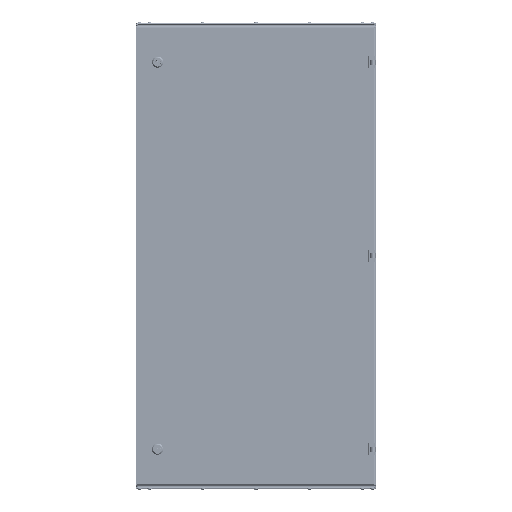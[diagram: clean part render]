
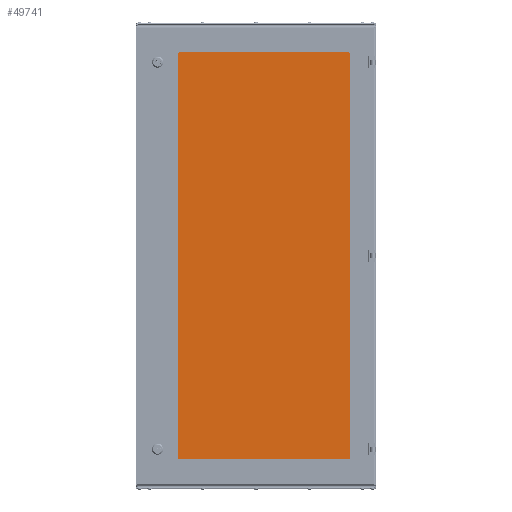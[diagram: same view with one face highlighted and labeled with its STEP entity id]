
A CAD part, top view. The second image highlights one B-rep face of the part: STEP entity #49741.
In plain terms, the highlighted planar face has unit normal (0, 0, 1).
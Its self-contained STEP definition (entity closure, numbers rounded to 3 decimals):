
#812 = EDGE_CURVE ( 'NONE', #6455, #5421, #36776, .T. ) ;
#2318 = CARTESIAN_POINT ( 'NONE',  ( -227.75, -510.5, 4. ) ) ;
#5421 = VERTEX_POINT ( 'NONE', #51567 ) ;
#6455 = VERTEX_POINT ( 'NONE', #25895 ) ;
#6517 = DIRECTION ( 'NONE',  ( 0., -1., 0. ) ) ;
#7968 = AXIS2_PLACEMENT_3D ( 'NONE', #48858, #91256, #41637 ) ;
#8810 = VERTEX_POINT ( 'NONE', #30149 ) ;
#13814 = DIRECTION ( 'NONE',  ( -1., 0., 0. ) ) ;
#15622 = ORIENTED_EDGE ( 'NONE', *, *, #84057, .T. ) ;
#16120 = DIRECTION ( 'NONE',  ( 0., 0., 1. ) ) ;
#18728 = CIRCLE ( 'NONE', #7968, 10. ) ;
#19310 = DIRECTION ( 'NONE',  ( 0., 0., 1. ) ) ;
#21413 = CARTESIAN_POINT ( 'NONE',  ( 227.75, -520.5, 4. ) ) ;
#23285 = ORIENTED_EDGE ( 'NONE', *, *, #46925, .T. ) ;
#24708 = CIRCLE ( 'NONE', #66178, 10. ) ;
#25337 = EDGE_LOOP ( 'NONE', ( #50753, #46455, #94172, #38551, #26670, #23285, #15622, #81483 ) ) ;
#25895 = CARTESIAN_POINT ( 'NONE',  ( 227.75, -510.5, 4. ) ) ;
#26670 = ORIENTED_EDGE ( 'NONE', *, *, #86477, .T. ) ;
#27451 = DIRECTION ( 'NONE',  ( 0., 0., 1. ) ) ;
#29074 = CARTESIAN_POINT ( 'NONE',  ( -227.75, 520.5, 4. ) ) ;
#30149 = CARTESIAN_POINT ( 'NONE',  ( 217.75, 520.5, 4. ) ) ;
#30480 = VERTEX_POINT ( 'NONE', #54985 ) ;
#35564 = CIRCLE ( 'NONE', #72441, 10. ) ;
#35887 = CARTESIAN_POINT ( 'NONE',  ( 0., 0., 4. ) ) ;
#36143 = EDGE_CURVE ( 'NONE', #62562, #53868, #82097, .T. ) ;
#36776 = LINE ( 'NONE', #21413, #71803 ) ;
#36777 = DIRECTION ( 'NONE',  ( -1., 0., 0. ) ) ;
#37772 = DIRECTION ( 'NONE',  ( 0., 0., -1. ) ) ;
#38551 = ORIENTED_EDGE ( 'NONE', *, *, #83896, .T. ) ;
#41385 = AXIS2_PLACEMENT_3D ( 'NONE', #35887, #37772, #13814 ) ;
#41637 = DIRECTION ( 'NONE',  ( -1., 0., 0. ) ) ;
#43105 = PLANE ( 'NONE',  #41385 ) ;
#43809 = CARTESIAN_POINT ( 'NONE',  ( -227.75, -520.5, 4. ) ) ;
#44185 = VECTOR ( 'NONE', #81401, 1000. ) ;
#46455 = ORIENTED_EDGE ( 'NONE', *, *, #92338, .T. ) ;
#46925 = EDGE_CURVE ( 'NONE', #87694, #30480, #24708, .T. ) ;
#48858 = CARTESIAN_POINT ( 'NONE',  ( 217.75, 510.5, 4. ) ) ;
#49741 = ADVANCED_FACE ( 'NONE', ( #56613 ), #43105, .F. ) ;
#49775 = VECTOR ( 'NONE', #36777, 1000. ) ;
#50753 = ORIENTED_EDGE ( 'NONE', *, *, #77389, .T. ) ;
#51567 = CARTESIAN_POINT ( 'NONE',  ( 227.75, 510.5, 4. ) ) ;
#53868 = VERTEX_POINT ( 'NONE', #88001 ) ;
#54445 = CARTESIAN_POINT ( 'NONE',  ( 217.75, -510.5, 4. ) ) ;
#54985 = CARTESIAN_POINT ( 'NONE',  ( -227.75, 510.5, 4. ) ) ;
#55944 = AXIS2_PLACEMENT_3D ( 'NONE', #78032, #27451, #86679 ) ;
#56613 = FACE_OUTER_BOUND ( 'NONE', #25337, .T. ) ;
#60162 = LINE ( 'NONE', #43809, #44185 ) ;
#61786 = DIRECTION ( 'NONE',  ( -1., 0., 0. ) ) ;
#62562 = VERTEX_POINT ( 'NONE', #2318 ) ;
#66178 = AXIS2_PLACEMENT_3D ( 'NONE', #74308, #16120, #61786 ) ;
#71803 = VECTOR ( 'NONE', #80604, 1000. ) ;
#72441 = AXIS2_PLACEMENT_3D ( 'NONE', #54445, #19310, #83832 ) ;
#72455 = VECTOR ( 'NONE', #6517, 1000. ) ;
#72523 = CARTESIAN_POINT ( 'NONE',  ( -217.75, 520.5, 4. ) ) ;
#74308 = CARTESIAN_POINT ( 'NONE',  ( -217.75, 510.5, 4. ) ) ;
#75987 = CARTESIAN_POINT ( 'NONE',  ( 217.75, -520.5, 4. ) ) ;
#77389 = EDGE_CURVE ( 'NONE', #53868, #87596, #60162, .T. ) ;
#78032 = CARTESIAN_POINT ( 'NONE',  ( -217.75, -510.5, 4. ) ) ;
#80124 = LINE ( 'NONE', #29074, #49775 ) ;
#80604 = DIRECTION ( 'NONE',  ( 0., 1., 0. ) ) ;
#81401 = DIRECTION ( 'NONE',  ( 1., 0., 0. ) ) ;
#81483 = ORIENTED_EDGE ( 'NONE', *, *, #36143, .T. ) ;
#82097 = CIRCLE ( 'NONE', #55944, 10. ) ;
#83832 = DIRECTION ( 'NONE',  ( -1., 0., 0. ) ) ;
#83896 = EDGE_CURVE ( 'NONE', #5421, #8810, #18728, .T. ) ;
#84057 = EDGE_CURVE ( 'NONE', #30480, #62562, #85469, .T. ) ;
#85469 = LINE ( 'NONE', #88300, #72455 ) ;
#86477 = EDGE_CURVE ( 'NONE', #8810, #87694, #80124, .T. ) ;
#86679 = DIRECTION ( 'NONE',  ( -1., 0., 0. ) ) ;
#87596 = VERTEX_POINT ( 'NONE', #75987 ) ;
#87694 = VERTEX_POINT ( 'NONE', #72523 ) ;
#88001 = CARTESIAN_POINT ( 'NONE',  ( -217.75, -520.5, 4. ) ) ;
#88300 = CARTESIAN_POINT ( 'NONE',  ( -227.75, -520.5, 4. ) ) ;
#91256 = DIRECTION ( 'NONE',  ( 0., 0., 1. ) ) ;
#92338 = EDGE_CURVE ( 'NONE', #87596, #6455, #35564, .T. ) ;
#94172 = ORIENTED_EDGE ( 'NONE', *, *, #812, .T. ) ;
